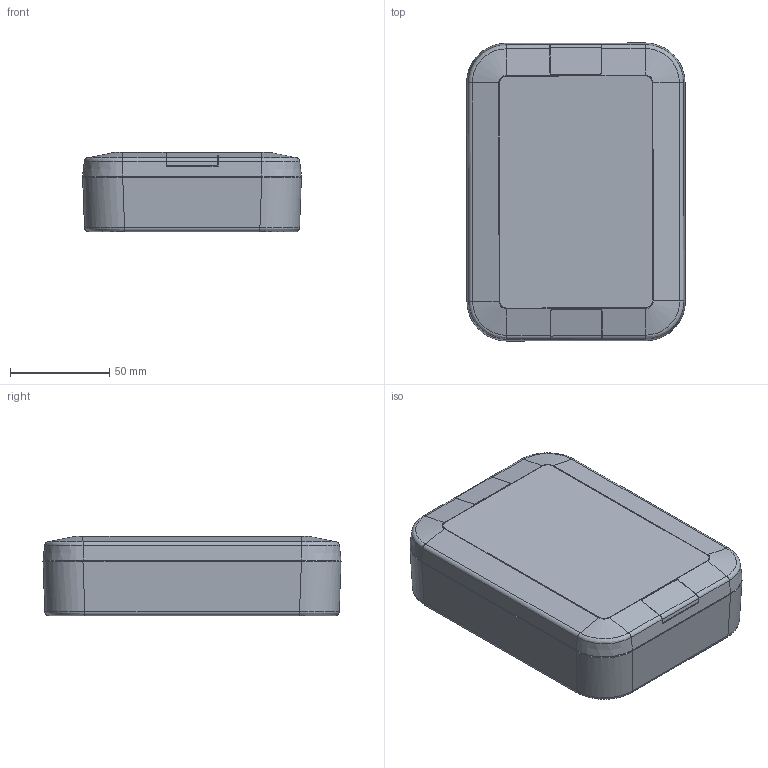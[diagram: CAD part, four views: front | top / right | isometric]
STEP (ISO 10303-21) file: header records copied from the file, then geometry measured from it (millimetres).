
FILE_DESCRIPTION (( 'STEP AP203' ), '1' );
FILE_NAME ('WP11-15-42.STEP', '2020-10-27T01:35:14', ( '' ), ( '' ), 'SwSTEP 2.0', 'SolidWorks 2016', '' );
FILE_SCHEMA (( 'CONFIG_CONTROL_DESIGN' ));
Length unit declared in the file: millimetre
Products named in the file (4): WP11-15-42; WP11-15-4 Top_2; WP11-15-4_BOTTOM_3; Screw cap_2
Assembly tree (4 placements, depth 2):
  WP11-15-42
    WP11-15-4_BOTTOM_3
    Screw cap_2  x2
    WP11-15-4 Top_2
Bounding box: 110.22 x 150.15 x 40 mm (x, y, z)
Volume: 158342.7 mm3; surface area: 113921.2 mm2
Topology: 4 solids, 4 shells, 684 faces, 1678 edges, 1070 vertices
Faces by surface type: plane 253, cylinder 189, cone 152, bspline 90
Entity records: 29053 total; most frequent: CARTESIAN_POINT 14434, ORIENTED_EDGE 3078, DIRECTION 2696, EDGE_CURVE 1539, AXIS2_PLACEMENT_3D 991, VERTEX_POINT 982, EDGE_LOOP 729, LINE 714
